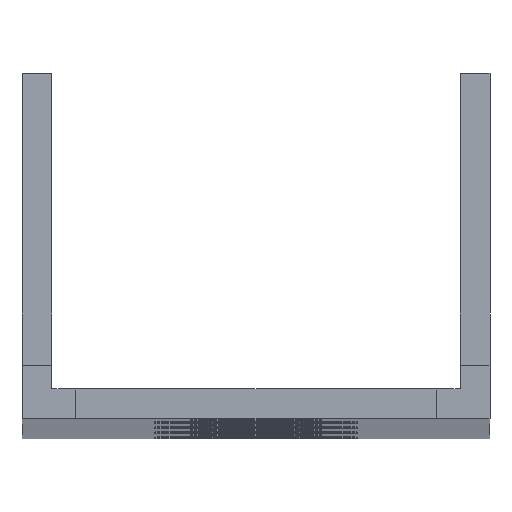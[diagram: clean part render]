
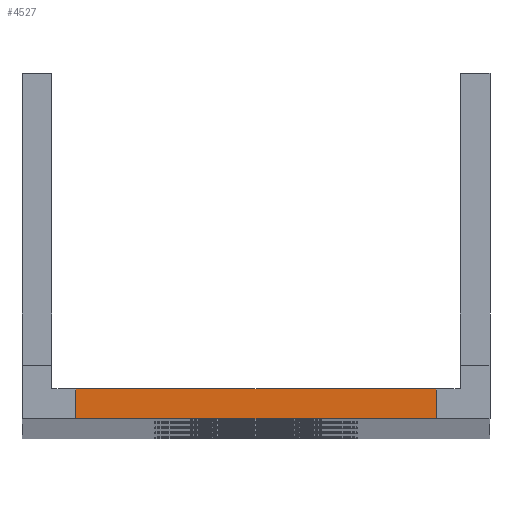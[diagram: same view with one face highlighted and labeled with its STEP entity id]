
A CAD part, top view. The second image highlights one B-rep face of the part: STEP entity #4527.
In plain terms, the highlighted planar face has unit normal (0, 0, 1).
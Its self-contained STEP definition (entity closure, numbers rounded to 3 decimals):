
#598=FACE_OUTER_BOUND('',#1000,.T.);
#1000=EDGE_LOOP('',(#3414,#3415,#3416,#3417));
#1207=LINE('',#6534,#1575);
#1291=LINE('',#7023,#1659);
#1369=LINE('',#7368,#1737);
#1370=LINE('',#7370,#1738);
#1575=VECTOR('',#5227,10.);
#1659=VECTOR('',#5639,10.);
#1737=VECTOR('',#5915,10.);
#1738=VECTOR('',#5918,10.);
#1943=VERTEX_POINT('',#6531);
#1944=VERTEX_POINT('',#6533);
#2184=VERTEX_POINT('',#7020);
#2185=VERTEX_POINT('',#7022);
#2359=EDGE_CURVE('',#1943,#1944,#1207,.T.);
#2603=EDGE_CURVE('',#2185,#2184,#1291,.T.);
#2777=EDGE_CURVE('',#2184,#1944,#1369,.T.);
#2778=EDGE_CURVE('',#1943,#2185,#1370,.T.);
#3414=ORIENTED_EDGE('',*,*,#2777,.T.);
#3415=ORIENTED_EDGE('',*,*,#2359,.F.);
#3416=ORIENTED_EDGE('',*,*,#2778,.T.);
#3417=ORIENTED_EDGE('',*,*,#2603,.T.);
#4234=PLANE('',#5016);
#4527=ADVANCED_FACE('',(#598),#4234,.F.);
#5016=AXIS2_PLACEMENT_3D('',#7369,#5916,#5917);
#5227=DIRECTION('',(-1.,0.,0.));
#5639=DIRECTION('',(-1.,0.,0.));
#5915=DIRECTION('',(0.,-1.,0.));
#5916=DIRECTION('center_axis',(0.,0.,
-1.));
#5917=DIRECTION('ref_axis',(-1.,0.,0.));
#5918=DIRECTION('',(0.,1.,0.));
#6531=CARTESIAN_POINT('',(-29.365,0.,0.));
#6533=CARTESIAN_POINT('',(-59.635,0.,0.));
#6534=CARTESIAN_POINT('',(0.,0.,0.));
#7020=CARTESIAN_POINT('',(-59.635,2.5,0.));
#7022=CARTESIAN_POINT('',(-29.365,2.5,0.));
#7023=CARTESIAN_POINT('',(0.,2.5,0.));
#7368=CARTESIAN_POINT('',(-59.635,1.25,0.));
#7369=CARTESIAN_POINT('Origin',(-20.615,4.5,0.));
#7370=CARTESIAN_POINT('',(-29.365,1.25,0.));
